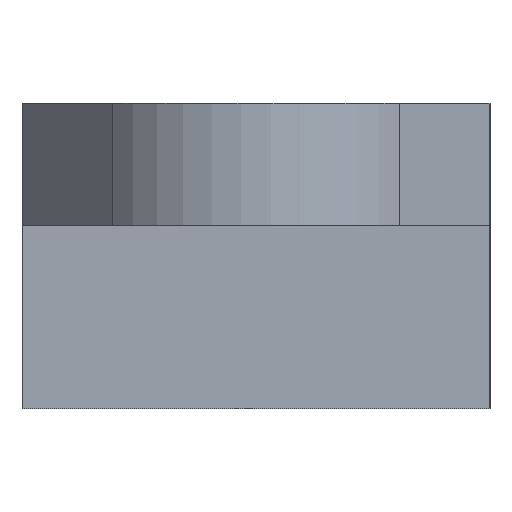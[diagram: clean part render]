
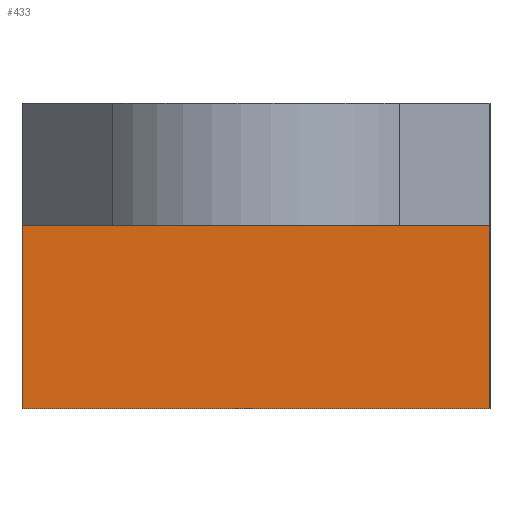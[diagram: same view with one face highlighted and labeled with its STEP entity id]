
A CAD part, front view. The second image highlights one B-rep face of the part: STEP entity #433.
In plain terms, the highlighted planar face has unit normal (0, -1, 0).
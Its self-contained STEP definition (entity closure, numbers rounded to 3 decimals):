
#36=ORIENTED_EDGE('',*,*,#162,.F.);
#37=ORIENTED_EDGE('',*,*,#163,.T.);
#38=ORIENTED_EDGE('',*,*,#164,.F.);
#39=ORIENTED_EDGE('',*,*,#165,.F.);
#162=EDGE_CURVE('',#225,#226,#265,.T.);
#163=EDGE_CURVE('',#225,#227,#266,.T.);
#164=EDGE_CURVE('',#228,#227,#267,.T.);
#165=EDGE_CURVE('',#226,#228,#268,.T.);
#225=VERTEX_POINT('',#642);
#226=VERTEX_POINT('',#643);
#227=VERTEX_POINT('',#645);
#228=VERTEX_POINT('',#647);
#265=LINE('',#641,#312);
#266=LINE('',#644,#313);
#267=LINE('',#646,#314);
#268=LINE('',#648,#315);
#312=VECTOR('',#514,1000.);
#313=VECTOR('',#515,1000.);
#314=VECTOR('',#516,1000.);
#315=VECTOR('',#517,1000.);
#359=EDGE_LOOP('',(#36,#37,#38,#39));
#388=FACE_BOUND('',#359,.T.);
#417=PLANE('',#470);
#433=ADVANCED_FACE('',(#388),#417,.F.);
#470=AXIS2_PLACEMENT_3D('',#640,#512,#513);
#512=DIRECTION('',(0.,1.,0.));
#513=DIRECTION('',(0.,0.,1.));
#514=DIRECTION('',(1.,0.,0.));
#515=DIRECTION('',(0.,0.,-1.));
#516=DIRECTION('',(-1.,0.,0.));
#517=DIRECTION('',(0.,0.,-1.));
#640=CARTESIAN_POINT('',(27.25,-2.7,5.35));
#641=CARTESIAN_POINT('',(27.25,-2.7,6.1));
#642=CARTESIAN_POINT('',(15.75,-2.7,6.1));
#643=CARTESIAN_POINT('',(27.25,-2.7,6.1));
#644=CARTESIAN_POINT('',(15.75,-2.7,5.35));
#645=CARTESIAN_POINT('',(15.75,-2.7,1.6));
#646=CARTESIAN_POINT('',(27.25,-2.7,1.6));
#647=CARTESIAN_POINT('',(27.25,-2.7,1.6));
#648=CARTESIAN_POINT('',(27.25,-2.7,5.35));
